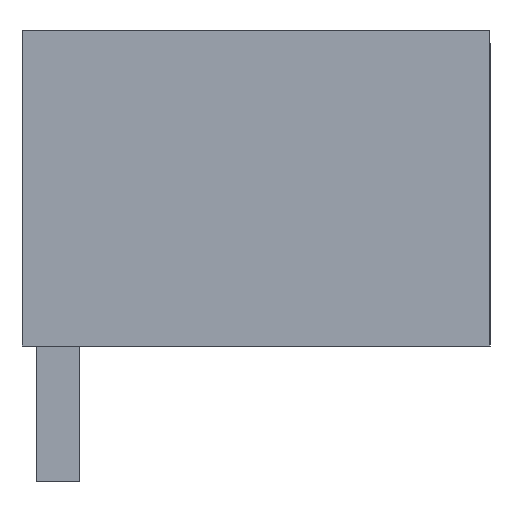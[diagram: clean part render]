
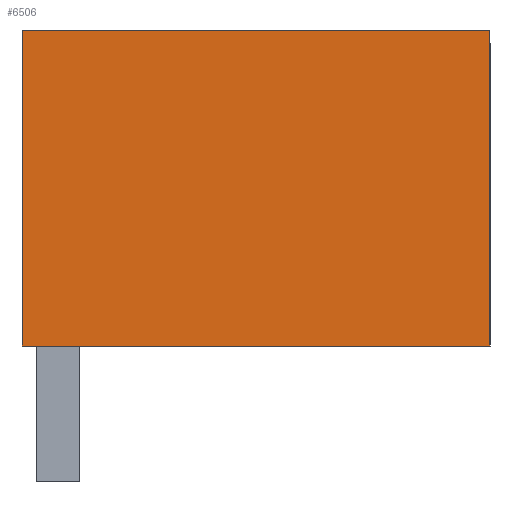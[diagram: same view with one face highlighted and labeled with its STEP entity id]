
A CAD part, left-side view. The second image highlights one B-rep face of the part: STEP entity #6506.
In plain terms, the highlighted planar face has unit normal (-1, 0, 0).
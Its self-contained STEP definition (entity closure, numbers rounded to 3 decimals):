
#6493=AXIS2_PLACEMENT_3D('Plane Axis2P3D',#6490,#6491,#6492) ;
#2138=CARTESIAN_POINT('Vertex',(0.,11.05,3.2)) ;
#2141=CARTESIAN_POINT('Line Origine',(0.,11.05,6.925)) ;
#2145=CARTESIAN_POINT('Vertex',(0.,11.05,10.65)) ;
#2615=CARTESIAN_POINT('Line Origine',(0.,5.525,3.2)) ;
#2619=CARTESIAN_POINT('Vertex',(0.,0.,3.2)) ;
#5291=CARTESIAN_POINT('Line Origine',(0.,5.525,10.65)) ;
#5295=CARTESIAN_POINT('Vertex',(0.,0.,10.65)) ;
#6490=CARTESIAN_POINT('Axis2P3D Location',(0.,11.05,0.)) ;
#6495=CARTESIAN_POINT('Line Origine',(0.,0.,6.925)) ;
#2142=DIRECTION('Vector Direction',(0.,0.,-1.)) ;
#2616=DIRECTION('Vector Direction',(0.,1.,0.)) ;
#5292=DIRECTION('Vector Direction',(0.,-1.,0.)) ;
#6491=DIRECTION('Axis2P3D Direction',(-1.,0.,0.)) ;
#6492=DIRECTION('Axis2P3D XDirection',(0.,-1.,0.)) ;
#6496=DIRECTION('Vector Direction',(0.,0.,1.)) ;
#2143=VECTOR('Line Direction',#2142,1.) ;
#2617=VECTOR('Line Direction',#2616,1.) ;
#5293=VECTOR('Line Direction',#5292,1.) ;
#6497=VECTOR('Line Direction',#6496,1.) ;
#6501=ORIENTED_EDGE('',*,*,#2147,.T.) ;
#6502=ORIENTED_EDGE('',*,*,#2621,.T.) ;
#6503=ORIENTED_EDGE('',*,*,#6499,.T.) ;
#6504=ORIENTED_EDGE('',*,*,#5297,.T.) ;
#6506=ADVANCED_FACE('HOUSING',(#6505),#6494,.T.) ;
#2147=EDGE_CURVE('',#2146,#2139,#2144,.T.) ;
#2621=EDGE_CURVE('',#2139,#2620,#2618,.F.) ;
#5297=EDGE_CURVE('',#5296,#2146,#5294,.F.) ;
#6499=EDGE_CURVE('',#2620,#5296,#6498,.T.) ;
#6500=EDGE_LOOP('',(#6501,#6502,#6503,#6504)) ;
#6505=FACE_OUTER_BOUND('',#6500,.T.) ;
#2144=LINE('Line',#2141,#2143) ;
#2618=LINE('Line',#2615,#2617) ;
#5294=LINE('Line',#5291,#5293) ;
#6498=LINE('Line',#6495,#6497) ;
#6494=PLANE('',#6493) ;
#2139=VERTEX_POINT('',#2138) ;
#2146=VERTEX_POINT('',#2145) ;
#2620=VERTEX_POINT('',#2619) ;
#5296=VERTEX_POINT('',#5295) ;
